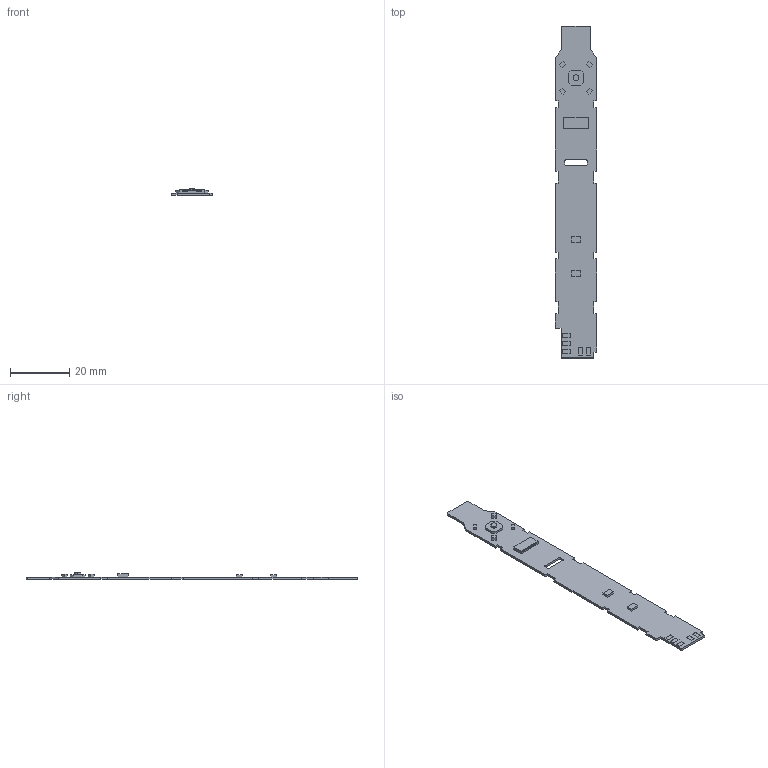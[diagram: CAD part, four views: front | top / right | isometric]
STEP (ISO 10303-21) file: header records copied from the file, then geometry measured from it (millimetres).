
FILE_DESCRIPTION((''),'2;1');
FILE_NAME('0-PCB_2','2024-04-13T',('DELL'),(''),'PRO/ENGINEER BY PARAMETRIC TECHNOLOGY CORPORATION, 2014000','PRO/ENGINEER BY PARAMETRIC TECHNOLOGY CORPORATION, 2014000','');
FILE_SCHEMA(('AUTOMOTIVE_DESIGN { 1 0 10303 214 1 1 1 1 }'));
Length unit declared in the file: millimetre
Products named in the file (1): 0-PCB_2
Bounding box: 14 x 112 x 2.3 mm (x, y, z)
Volume: 1237.6 mm3; surface area: 3284.7 mm2
Topology: 1 solids, 1 shells, 133 faces, 348 edges, 232 vertices
Faces by surface type: plane 125, cylinder 8
Entity records: 4263 total; most frequent: CARTESIAN_POINT 715, ORIENTED_EDGE 696, DIRECTION 630, EDGE_CURVE 348, VECTOR 332, LINE 332, VERTEX_POINT 232, EDGE_LOOP 150
